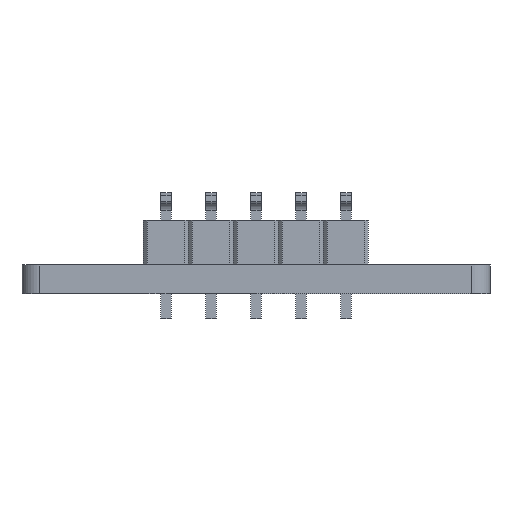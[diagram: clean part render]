
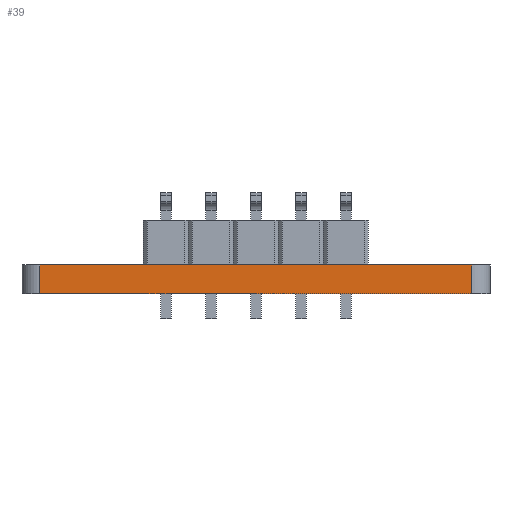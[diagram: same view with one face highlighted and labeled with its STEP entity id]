
A CAD part, left-side view. The second image highlights one B-rep face of the part: STEP entity #39.
In plain terms, the highlighted planar face has unit normal (-1, 0, 0).
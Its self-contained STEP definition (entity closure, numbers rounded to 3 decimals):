
#39 = ADVANCED_FACE('',(#40),#74,.T.);
#40 = FACE_BOUND('',#41,.T.);
#41 = EDGE_LOOP('',(#42,#52,#60,#68));
#42 = ORIENTED_EDGE('',*,*,#43,.T.);
#43 = EDGE_CURVE('',#44,#46,#48,.T.);
#44 = VERTEX_POINT('',#45);
#45 = CARTESIAN_POINT('',(-17.,-13.,0.));
#46 = VERTEX_POINT('',#47);
#47 = CARTESIAN_POINT('',(-17.,-13.,1.6));
#48 = LINE('',#49,#50);
#49 = CARTESIAN_POINT('',(-17.,-13.,0.));
#50 = VECTOR('',#51,1.);
#51 = DIRECTION('',(0.,0.,1.));
#52 = ORIENTED_EDGE('',*,*,#53,.T.);
#53 = EDGE_CURVE('',#46,#54,#56,.T.);
#54 = VERTEX_POINT('',#55);
#55 = CARTESIAN_POINT('',(-17.,11.,1.6));
#56 = LINE('',#57,#58);
#57 = CARTESIAN_POINT('',(-17.,-13.,1.6));
#58 = VECTOR('',#59,1.);
#59 = DIRECTION('',(0.,1.,0.));
#60 = ORIENTED_EDGE('',*,*,#61,.F.);
#61 = EDGE_CURVE('',#62,#54,#64,.T.);
#62 = VERTEX_POINT('',#63);
#63 = CARTESIAN_POINT('',(-17.,11.,0.));
#64 = LINE('',#65,#66);
#65 = CARTESIAN_POINT('',(-17.,11.,0.));
#66 = VECTOR('',#67,1.);
#67 = DIRECTION('',(0.,0.,1.));
#68 = ORIENTED_EDGE('',*,*,#69,.F.);
#69 = EDGE_CURVE('',#44,#62,#70,.T.);
#70 = LINE('',#71,#72);
#71 = CARTESIAN_POINT('',(-17.,-13.,0.));
#72 = VECTOR('',#73,1.);
#73 = DIRECTION('',(0.,1.,0.));
#74 = PLANE('',#75);
#75 = AXIS2_PLACEMENT_3D('',#76,#77,#78);
#76 = CARTESIAN_POINT('',(-17.,-13.,0.));
#77 = DIRECTION('',(-1.,0.,0.));
#78 = DIRECTION('',(0.,1.,0.));
